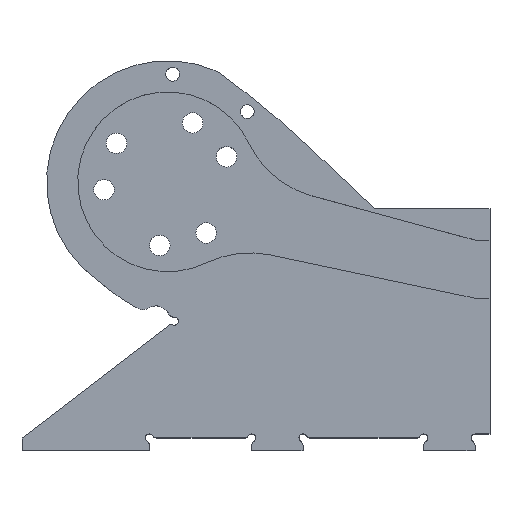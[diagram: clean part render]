
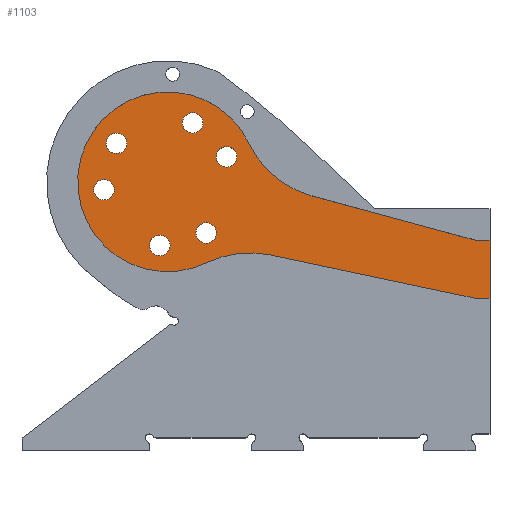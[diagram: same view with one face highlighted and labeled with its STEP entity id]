
A CAD part, top view. The second image highlights one B-rep face of the part: STEP entity #1103.
In plain terms, the highlighted planar face has unit normal (0, 0, 1).
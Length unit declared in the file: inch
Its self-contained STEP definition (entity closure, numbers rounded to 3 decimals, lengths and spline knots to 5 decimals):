
#25=FACE_BOUND('',#139,.T.);
#26=FACE_BOUND('',#140,.T.);
#27=FACE_BOUND('',#141,.T.);
#28=FACE_BOUND('',#142,.T.);
#29=FACE_BOUND('',#143,.T.);
#30=FACE_BOUND('',#144,.T.);
#41=PLANE('',#1234);
#71=FACE_OUTER_BOUND('',#138,.T.);
#138=EDGE_LOOP('',(#880,#881,#882,#883,#884,#885,#886,#887));
#139=EDGE_LOOP('',(#888));
#140=EDGE_LOOP('',(#889));
#141=EDGE_LOOP('',(#890));
#142=EDGE_LOOP('',(#891));
#143=EDGE_LOOP('',(#892));
#144=EDGE_LOOP('',(#893));
#231=LINE('',#1837,#330);
#235=LINE('',#1844,#334);
#236=LINE('',#1846,#335);
#241=LINE('',#1858,#340);
#244=LINE('',#1866,#343);
#330=VECTOR('',#1457,0.3937);
#334=VECTOR('',#1463,0.3937);
#335=VECTOR('',#1466,0.3937);
#340=VECTOR('',#1481,0.3937);
#343=VECTOR('',#1490,0.3937);
#440=CIRCLE('',#1227,0.96013);
#441=CIRCLE('',#1230,0.96013);
#442=CIRCLE('',#1233,0.8775);
#443=CIRCLE('',#1235,0.1);
#444=CIRCLE('',#1236,0.1);
#445=CIRCLE('',#1237,0.1);
#446=CIRCLE('',#1238,0.1);
#447=CIRCLE('',#1239,0.1);
#448=CIRCLE('',#1240,0.1);
#545=VERTEX_POINT('',#1834);
#546=VERTEX_POINT('',#1836);
#547=VERTEX_POINT('',#1840);
#548=VERTEX_POINT('',#1842);
#549=VERTEX_POINT('',#1852);
#550=VERTEX_POINT('',#1854);
#551=VERTEX_POINT('',#1860);
#552=VERTEX_POINT('',#1862);
#553=VERTEX_POINT('',#1870);
#554=VERTEX_POINT('',#1872);
#555=VERTEX_POINT('',#1874);
#556=VERTEX_POINT('',#1876);
#557=VERTEX_POINT('',#1878);
#558=VERTEX_POINT('',#1880);
#662=EDGE_CURVE('',#545,#546,#231,.T.);
#666=EDGE_CURVE('',#547,#548,#235,.T.);
#667=EDGE_CURVE('',#548,#546,#236,.T.);
#671=EDGE_CURVE('',#550,#549,#440,.F.);
#673=EDGE_CURVE('',#545,#550,#241,.T.);
#675=EDGE_CURVE('',#552,#551,#441,.F.);
#677=EDGE_CURVE('',#551,#547,#244,.T.);
#678=EDGE_CURVE('',#549,#552,#442,.T.);
#679=EDGE_CURVE('',#553,#553,#443,.T.);
#680=EDGE_CURVE('',#554,#554,#444,.T.);
#681=EDGE_CURVE('',#555,#555,#445,.T.);
#682=EDGE_CURVE('',#556,#556,#446,.T.);
#683=EDGE_CURVE('',#557,#557,#447,.T.);
#684=EDGE_CURVE('',#558,#558,#448,.T.);
#880=ORIENTED_EDGE('',*,*,#673,.T.);
#881=ORIENTED_EDGE('',*,*,#671,.T.);
#882=ORIENTED_EDGE('',*,*,#678,.T.);
#883=ORIENTED_EDGE('',*,*,#675,.T.);
#884=ORIENTED_EDGE('',*,*,#677,.T.);
#885=ORIENTED_EDGE('',*,*,#666,.T.);
#886=ORIENTED_EDGE('',*,*,#667,.T.);
#887=ORIENTED_EDGE('',*,*,#662,.F.);
#888=ORIENTED_EDGE('',*,*,#679,.T.);
#889=ORIENTED_EDGE('',*,*,#680,.T.);
#890=ORIENTED_EDGE('',*,*,#681,.T.);
#891=ORIENTED_EDGE('',*,*,#682,.T.);
#892=ORIENTED_EDGE('',*,*,#683,.T.);
#893=ORIENTED_EDGE('',*,*,#684,.T.);
#1103=ADVANCED_FACE('',(#71,#25,#26,#27,#28,#29,#30),#41,.F.);
#1227=AXIS2_PLACEMENT_3D('',#1855,#1476,#1477);
#1230=AXIS2_PLACEMENT_3D('',#1863,#1485,#1486);
#1233=AXIS2_PLACEMENT_3D('',#1868,#1493,#1494);
#1234=AXIS2_PLACEMENT_3D('',#1869,#1495,#1496);
#1235=AXIS2_PLACEMENT_3D('',#1871,#1497,#1498);
#1236=AXIS2_PLACEMENT_3D('',#1873,#1499,#1500);
#1237=AXIS2_PLACEMENT_3D('',#1875,#1501,#1502);
#1238=AXIS2_PLACEMENT_3D('',#1877,#1503,#1504);
#1239=AXIS2_PLACEMENT_3D('',#1879,#1505,#1506);
#1240=AXIS2_PLACEMENT_3D('',#1881,#1507,#1508);
#1457=DIRECTION('',(1.,0.,0.));
#1463=DIRECTION('',(1.,0.,0.));
#1466=DIRECTION('',(0.,1.,0.));
#1476=DIRECTION('center_axis',(0.,0.,
1.));
#1477=DIRECTION('ref_axis',(-0.641,-0.768,0.));
#1481=DIRECTION('',(-0.965,0.261,0.));
#1485=DIRECTION('center_axis',(0.,0.,
1.));
#1486=DIRECTION('ref_axis',(-0.121,0.993,0.));
#1490=DIRECTION('',(0.978,-0.206,0.));
#1493=DIRECTION('center_axis',(0.,0.,
1.));
#1494=DIRECTION('ref_axis',(-1.,0.,0.));
#1495=DIRECTION('center_axis',(0.,0.,
-1.));
#1496=DIRECTION('ref_axis',(-1.,0.,0.));
#1497=DIRECTION('center_axis',(0.,0.,
-1.));
#1498=DIRECTION('ref_axis',(-1.,0.,0.));
#1499=DIRECTION('center_axis',(0.,0.,
-1.));
#1500=DIRECTION('ref_axis',(-1.,0.,0.));
#1501=DIRECTION('center_axis',(0.,0.,
-1.));
#1502=DIRECTION('ref_axis',(-1.,0.,0.));
#1503=DIRECTION('center_axis',(0.,0.,
-1.));
#1504=DIRECTION('ref_axis',(0.5,0.866,0.));
#1505=DIRECTION('center_axis',(0.,0.,
-1.));
#1506=DIRECTION('ref_axis',(-1.,0.,0.));
#1507=DIRECTION('center_axis',(0.,0.,
-1.));
#1508=DIRECTION('ref_axis',(0.5,-0.866,0.));
#1834=CARTESIAN_POINT('',(-0.25,0.43145,-2.12382));
#1836=CARTESIAN_POINT('',(-0.104,0.43145,-2.12382));
#1837=CARTESIAN_POINT('',(-0.25,0.43145,-2.12382));
#1840=CARTESIAN_POINT('',(-0.25,-0.13626,-2.12382));
#1842=CARTESIAN_POINT('',(-0.104,-0.13626,-2.12382));
#1844=CARTESIAN_POINT('',(-0.25,-0.13626,-2.12382));
#1846=CARTESIAN_POINT('',(-0.104,0.46497,-2.12382));
#1852=CARTESIAN_POINT('',(-2.45736,1.37646,-2.12382));
#1854=CARTESIAN_POINT('',(-1.84067,0.86153,-2.12382));
#1855=CARTESIAN_POINT('Origin',(-1.59008,1.78838,-2.12382));
#1858=CARTESIAN_POINT('',(-2.37252,1.00533,-2.12382));
#1860=CARTESIAN_POINT('',(-2.2503,0.28581,-2.12382));
#1862=CARTESIAN_POINT('',(-2.86728,0.21036,-2.12382));
#1863=CARTESIAN_POINT('Origin',(-2.44853,-0.65364,-2.12382));
#1866=CARTESIAN_POINT('',(-2.64099,0.36824,-2.12382));
#1868=CARTESIAN_POINT('Origin',(-3.25,1.,-2.12382));
#1869=CARTESIAN_POINT('Origin',(-3.25,1.,-2.12382));
#1870=CARTESIAN_POINT('',(-2.90579,1.57532,-2.12382));
#1871=CARTESIAN_POINT('Origin',(-3.00579,1.57532,-2.12382));
#1872=CARTESIAN_POINT('',(-2.77387,0.50085,-2.12382));
#1873=CARTESIAN_POINT('Origin',(-2.87387,0.50085,-2.12382));
#1874=CARTESIAN_POINT('',(-3.77034,0.92383,-2.12382));
#1875=CARTESIAN_POINT('Origin',(-3.87034,0.92383,-2.12382));
#1876=CARTESIAN_POINT('',(-2.72468,1.1576,-2.12382));
#1877=CARTESIAN_POINT('Origin',(-2.67468,1.24421,-2.12382));
#1878=CARTESIAN_POINT('',(-3.64915,1.37613,-2.12382));
#1879=CARTESIAN_POINT('Origin',(-3.74915,1.37613,-2.12382));
#1880=CARTESIAN_POINT('',(-3.37617,0.46626,-2.12382));
#1881=CARTESIAN_POINT('Origin',(-3.32617,0.37966,-2.12382));
